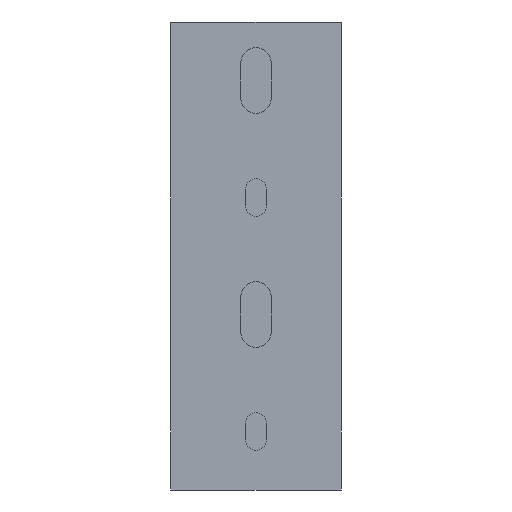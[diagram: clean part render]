
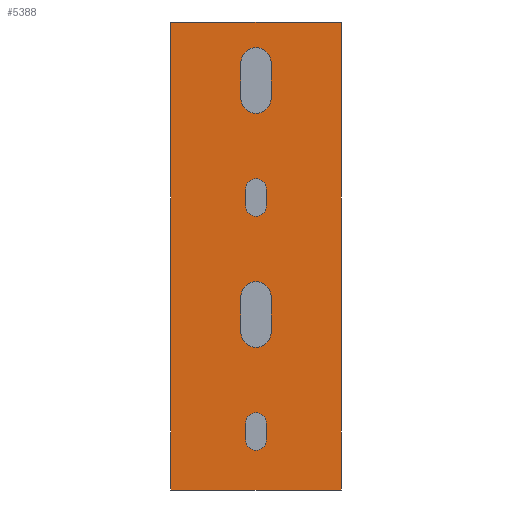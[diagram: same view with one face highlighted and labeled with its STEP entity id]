
A CAD part, front view. The second image highlights one B-rep face of the part: STEP entity #5388.
In plain terms, the highlighted planar face has unit normal (0, -1, 0).
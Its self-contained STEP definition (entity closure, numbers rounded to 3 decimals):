
#1424=DIRECTION('',(0.,0.,1.));
#1425=VECTOR('',#1424,100.);
#1426=CARTESIAN_POINT('',(18.25,0.,0.));
#1427=LINE('',#1426,#1425);
#1464=DIRECTION('',(-1.,0.,0.));
#1465=VECTOR('',#1464,36.5);
#1466=CARTESIAN_POINT('',(18.25,0.,0.));
#1467=LINE('',#1466,#1465);
#1468=DIRECTION('',(0.,0.,1.));
#1469=VECTOR('',#1468,100.);
#1470=CARTESIAN_POINT('',(-18.25,0.,0.));
#1471=LINE('',#1470,#1469);
#1472=CARTESIAN_POINT('',(0.,0.,91.25));
#1473=DIRECTION('',(0.,1.,0.));
#1474=DIRECTION('',(-1.,0.,0.));
#1475=AXIS2_PLACEMENT_3D('',#1472,#1473,#1474);
#1477=DIRECTION('',(0.,0.,1.));
#1478=VECTOR('',#1477,7.5);
#1479=CARTESIAN_POINT('',(-3.25,0.,83.75));
#1480=LINE('',#1479,#1478);
#1481=CARTESIAN_POINT('',(0.,0.,83.75));
#1482=DIRECTION('',(0.,1.,0.));
#1483=DIRECTION('',(1.,0.,0.));
#1484=AXIS2_PLACEMENT_3D('',#1481,#1482,#1483);
#1486=DIRECTION('',(0.,0.,-1.));
#1487=VECTOR('',#1486,7.5);
#1488=CARTESIAN_POINT('',(3.25,0.,91.25));
#1489=LINE('',#1488,#1487);
#1490=CARTESIAN_POINT('',(0.,0.,64.25));
#1491=DIRECTION('',(0.,1.,0.));
#1492=DIRECTION('',(-1.,0.,0.));
#1493=AXIS2_PLACEMENT_3D('',#1490,#1491,#1492);
#1495=DIRECTION('',(0.,0.,1.));
#1496=VECTOR('',#1495,3.5);
#1497=CARTESIAN_POINT('',(-2.25,0.,60.75));
#1498=LINE('',#1497,#1496);
#1499=CARTESIAN_POINT('',(0.,0.,60.75));
#1500=DIRECTION('',(0.,1.,0.));
#1501=DIRECTION('',(1.,0.,0.));
#1502=AXIS2_PLACEMENT_3D('',#1499,#1500,#1501);
#1504=DIRECTION('',(0.,0.,-1.));
#1505=VECTOR('',#1504,3.5);
#1506=CARTESIAN_POINT('',(2.25,0.,64.25));
#1507=LINE('',#1506,#1505);
#1508=CARTESIAN_POINT('',(0.,0.,41.25));
#1509=DIRECTION('',(0.,1.,0.));
#1510=DIRECTION('',(-1.,0.,0.));
#1511=AXIS2_PLACEMENT_3D('',#1508,#1509,#1510);
#1513=DIRECTION('',(0.,0.,1.));
#1514=VECTOR('',#1513,7.5);
#1515=CARTESIAN_POINT('',(-3.25,0.,33.75));
#1516=LINE('',#1515,#1514);
#1517=CARTESIAN_POINT('',(0.,0.,33.75));
#1518=DIRECTION('',(0.,1.,0.));
#1519=DIRECTION('',(1.,0.,0.));
#1520=AXIS2_PLACEMENT_3D('',#1517,#1518,#1519);
#1522=DIRECTION('',(0.,0.,-1.));
#1523=VECTOR('',#1522,7.5);
#1524=CARTESIAN_POINT('',(3.25,0.,41.25));
#1525=LINE('',#1524,#1523);
#1526=CARTESIAN_POINT('',(0.,0.,14.25));
#1527=DIRECTION('',(0.,1.,0.));
#1528=DIRECTION('',(-1.,0.,0.));
#1529=AXIS2_PLACEMENT_3D('',#1526,#1527,#1528);
#1531=DIRECTION('',(0.,0.,1.));
#1532=VECTOR('',#1531,3.5);
#1533=CARTESIAN_POINT('',(-2.25,0.,10.75));
#1534=LINE('',#1533,#1532);
#1535=CARTESIAN_POINT('',(0.,0.,10.75));
#1536=DIRECTION('',(0.,1.,0.));
#1537=DIRECTION('',(1.,0.,0.));
#1538=AXIS2_PLACEMENT_3D('',#1535,#1536,#1537);
#1540=DIRECTION('',(0.,0.,-1.));
#1541=VECTOR('',#1540,3.5);
#1542=CARTESIAN_POINT('',(2.25,0.,14.25));
#1543=LINE('',#1542,#1541);
#1544=DIRECTION('',(-1.,0.,0.));
#1545=VECTOR('',#1544,36.5);
#1546=CARTESIAN_POINT('',(18.25,0.,100.));
#1547=LINE('',#1546,#1545);
#2478=CARTESIAN_POINT('',(-3.25,0.,91.25));
#2479=CARTESIAN_POINT('',(3.25,0.,91.25));
#2480=VERTEX_POINT('',#2478);
#2481=VERTEX_POINT('',#2479);
#2482=CARTESIAN_POINT('',(3.25,0.,83.75));
#2483=VERTEX_POINT('',#2482);
#2484=CARTESIAN_POINT('',(-3.25,0.,83.75));
#2485=VERTEX_POINT('',#2484);
#2486=CARTESIAN_POINT('',(-2.25,0.,64.25));
#2487=CARTESIAN_POINT('',(2.25,0.,64.25));
#2488=VERTEX_POINT('',#2486);
#2489=VERTEX_POINT('',#2487);
#2490=CARTESIAN_POINT('',(2.25,0.,60.75));
#2491=VERTEX_POINT('',#2490);
#2492=CARTESIAN_POINT('',(-2.25,0.,60.75));
#2493=VERTEX_POINT('',#2492);
#2510=CARTESIAN_POINT('',(-3.25,0.,41.25));
#2511=CARTESIAN_POINT('',(3.25,0.,41.25));
#2512=VERTEX_POINT('',#2510);
#2513=VERTEX_POINT('',#2511);
#2514=CARTESIAN_POINT('',(3.25,0.,33.75));
#2515=VERTEX_POINT('',#2514);
#2516=CARTESIAN_POINT('',(-3.25,0.,33.75));
#2517=VERTEX_POINT('',#2516);
#2518=CARTESIAN_POINT('',(-2.25,0.,14.25));
#2519=CARTESIAN_POINT('',(2.25,0.,14.25));
#2520=VERTEX_POINT('',#2518);
#2521=VERTEX_POINT('',#2519);
#2522=CARTESIAN_POINT('',(2.25,0.,10.75));
#2523=VERTEX_POINT('',#2522);
#2524=CARTESIAN_POINT('',(-2.25,0.,10.75));
#2525=VERTEX_POINT('',#2524);
#2670=CARTESIAN_POINT('',(-18.25,0.,0.));
#2671=CARTESIAN_POINT('',(-18.25,0.,100.));
#2672=VERTEX_POINT('',#2670);
#2673=VERTEX_POINT('',#2671);
#2678=CARTESIAN_POINT('',(18.25,0.,0.));
#2679=CARTESIAN_POINT('',(18.25,0.,100.));
#2680=VERTEX_POINT('',#2678);
#2681=VERTEX_POINT('',#2679);
#5336=CARTESIAN_POINT('',(-17.95,0.,0.));
#5337=DIRECTION('',(0.,-1.,0.));
#5338=DIRECTION('',(1.,0.,0.));
#5339=AXIS2_PLACEMENT_3D('',#5336,#5337,#5338);
#5340=PLANE('',#5339);
#5342=ORIENTED_EDGE('',*,*,#5341,.F.);
#5343=ORIENTED_EDGE('',*,*,#5283,.F.);
#5344=ORIENTED_EDGE('',*,*,#3195,.T.);
#5345=ORIENTED_EDGE('',*,*,#4293,.T.);
#5346=EDGE_LOOP('',(#5342,#5343,#5344,#5345));
#5347=FACE_OUTER_BOUND('',#5346,.F.);
#5349=ORIENTED_EDGE('',*,*,#5348,.F.);
#5351=ORIENTED_EDGE('',*,*,#5350,.F.);
#5353=ORIENTED_EDGE('',*,*,#5352,.F.);
#5355=ORIENTED_EDGE('',*,*,#5354,.F.);
#5356=EDGE_LOOP('',(#5349,#5351,#5353,#5355));
#5357=FACE_BOUND('',#5356,.F.);
#5359=ORIENTED_EDGE('',*,*,#5358,.F.);
#5361=ORIENTED_EDGE('',*,*,#5360,.F.);
#5363=ORIENTED_EDGE('',*,*,#5362,.F.);
#5365=ORIENTED_EDGE('',*,*,#5364,.F.);
#5366=EDGE_LOOP('',(#5359,#5361,#5363,#5365));
#5367=FACE_BOUND('',#5366,.F.);
#5369=ORIENTED_EDGE('',*,*,#5368,.F.);
#5371=ORIENTED_EDGE('',*,*,#5370,.F.);
#5373=ORIENTED_EDGE('',*,*,#5372,.F.);
#5375=ORIENTED_EDGE('',*,*,#5374,.F.);
#5376=EDGE_LOOP('',(#5369,#5371,#5373,#5375));
#5377=FACE_BOUND('',#5376,.F.);
#5379=ORIENTED_EDGE('',*,*,#5378,.F.);
#5381=ORIENTED_EDGE('',*,*,#5380,.F.);
#5383=ORIENTED_EDGE('',*,*,#5382,.F.);
#5385=ORIENTED_EDGE('',*,*,#5384,.F.);
#5386=EDGE_LOOP('',(#5379,#5381,#5383,#5385));
#5387=FACE_BOUND('',#5386,.F.);
#1476=CIRCLE('',#1475,3.25);
#1485=CIRCLE('',#1484,3.25);
#1494=CIRCLE('',#1493,2.25);
#1503=CIRCLE('',#1502,2.25);
#1512=CIRCLE('',#1511,3.25);
#1521=CIRCLE('',#1520,3.25);
#1530=CIRCLE('',#1529,2.25);
#1539=CIRCLE('',#1538,2.25);
#3195=EDGE_CURVE('',#2680,#2672,#1467,.T.);
#4293=EDGE_CURVE('',#2672,#2673,#1471,.T.);
#5283=EDGE_CURVE('',#2680,#2681,#1427,.T.);
#5341=EDGE_CURVE('',#2681,#2673,#1547,.T.);
#5348=EDGE_CURVE('',#2480,#2481,#1476,.T.);
#5350=EDGE_CURVE('',#2485,#2480,#1480,.T.);
#5352=EDGE_CURVE('',#2483,#2485,#1485,.T.);
#5354=EDGE_CURVE('',#2481,#2483,#1489,.T.);
#5358=EDGE_CURVE('',#2488,#2489,#1494,.T.);
#5360=EDGE_CURVE('',#2493,#2488,#1498,.T.);
#5362=EDGE_CURVE('',#2491,#2493,#1503,.T.);
#5364=EDGE_CURVE('',#2489,#2491,#1507,.T.);
#5368=EDGE_CURVE('',#2512,#2513,#1512,.T.);
#5370=EDGE_CURVE('',#2517,#2512,#1516,.T.);
#5372=EDGE_CURVE('',#2515,#2517,#1521,.T.);
#5374=EDGE_CURVE('',#2513,#2515,#1525,.T.);
#5378=EDGE_CURVE('',#2520,#2521,#1530,.T.);
#5380=EDGE_CURVE('',#2525,#2520,#1534,.T.);
#5382=EDGE_CURVE('',#2523,#2525,#1539,.T.);
#5384=EDGE_CURVE('',#2521,#2523,#1543,.T.);
#5388=ADVANCED_FACE('',(#5347,#5357,#5367,#5377,#5387),#5340,.T.);
